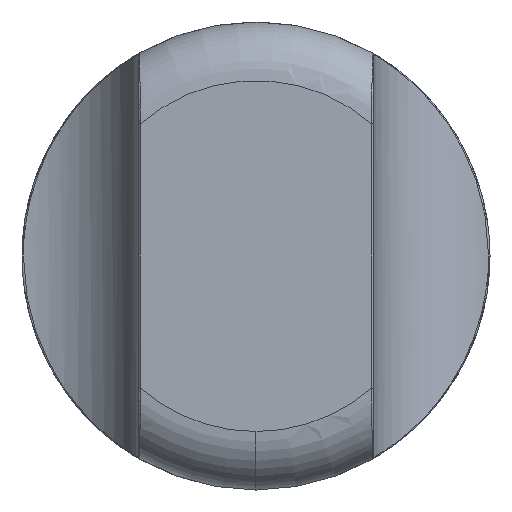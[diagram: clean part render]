
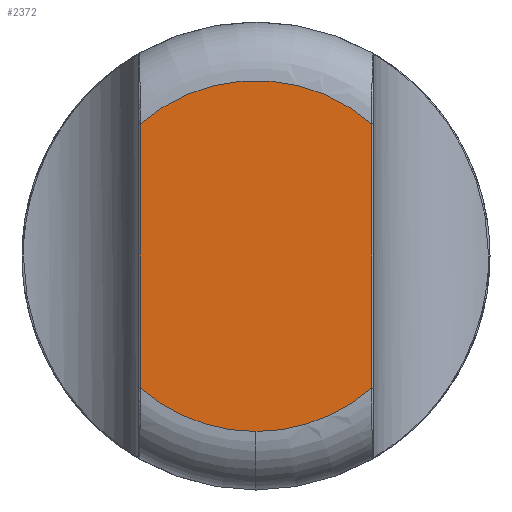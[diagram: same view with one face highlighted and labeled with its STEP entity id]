
A CAD part, left-side view. The second image highlights one B-rep face of the part: STEP entity #2372.
In plain terms, the highlighted planar face has unit normal (-1, 0, 0).
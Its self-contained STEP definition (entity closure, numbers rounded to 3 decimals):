
#12 = VERTEX_POINT ( 'NONE', #624 ) ;
#83 = DIRECTION ( 'NONE',  ( 0., 0., -1. ) ) ;
#167 = AXIS2_PLACEMENT_3D ( 'NONE', #3933, #621, #1602 ) ;
#257 = VERTEX_POINT ( 'NONE', #3088 ) ;
#321 = ORIENTED_EDGE ( 'NONE', *, *, #3325, .T. ) ;
#555 = EDGE_CURVE ( 'NONE', #1063, #3209, #2139, .T. ) ;
#621 = DIRECTION ( 'NONE',  ( -1., 0., 0. ) ) ;
#624 = CARTESIAN_POINT ( 'NONE',  ( -50., -3.95, -4.516 ) ) ;
#662 = DIRECTION ( 'NONE',  ( 0., 0., -1. ) ) ;
#719 = DIRECTION ( 'NONE',  ( -1., 0., 0. ) ) ;
#866 = ORIENTED_EDGE ( 'NONE', *, *, #555, .T. ) ;
#889 = EDGE_CURVE ( 'NONE', #1126, #12, #1845, .T. ) ;
#1063 = VERTEX_POINT ( 'NONE', #4056 ) ;
#1126 = VERTEX_POINT ( 'NONE', #1474 ) ;
#1324 = EDGE_CURVE ( 'NONE', #12, #1063, #1723, .T. ) ;
#1474 = CARTESIAN_POINT ( 'NONE',  ( -50., 0., -6. ) ) ;
#1486 = CARTESIAN_POINT ( 'NONE',  ( -50., 3.95, 0. ) ) ;
#1537 = DIRECTION ( 'NONE',  ( -1., 0., 0. ) ) ;
#1602 = DIRECTION ( 'NONE',  ( 0., 0., -1. ) ) ;
#1684 = CARTESIAN_POINT ( 'NONE',  ( -50., 3.95, 4.516 ) ) ;
#1714 = VECTOR ( 'NONE', #1792, 1000. ) ;
#1723 = LINE ( 'NONE', #3605, #2885 ) ;
#1781 = EDGE_CURVE ( 'NONE', #3209, #257, #2463, .T. ) ;
#1792 = DIRECTION ( 'NONE',  ( 0., 0., -1. ) ) ;
#1845 = CIRCLE ( 'NONE', #167, 6. ) ;
#2008 = CARTESIAN_POINT ( 'NONE',  ( -50., 0., 0. ) ) ;
#2134 = ORIENTED_EDGE ( 'NONE', *, *, #1781, .T. ) ;
#2139 = CIRCLE ( 'NONE', #2764, 6. ) ;
#2269 = DIRECTION ( 'NONE',  ( 0., 0., 1. ) ) ;
#2372 = ADVANCED_FACE ( 'NONE', ( #2973 ), #3017, .F. ) ;
#2378 = DIRECTION ( 'NONE',  ( 1., 0., 0. ) ) ;
#2389 = AXIS2_PLACEMENT_3D ( 'NONE', #3346, #2378, #662 ) ;
#2463 = LINE ( 'NONE', #1486, #1714 ) ;
#2679 = AXIS2_PLACEMENT_3D ( 'NONE', #3194, #1537, #4187 ) ;
#2764 = AXIS2_PLACEMENT_3D ( 'NONE', #2008, #719, #83 ) ;
#2885 = VECTOR ( 'NONE', #2269, 1000. ) ;
#2973 = FACE_OUTER_BOUND ( 'NONE', #4092, .T. ) ;
#2984 = ORIENTED_EDGE ( 'NONE', *, *, #889, .T. ) ;
#3017 = PLANE ( 'NONE',  #2389 ) ;
#3088 = CARTESIAN_POINT ( 'NONE',  ( -50., 3.95, -4.516 ) ) ;
#3194 = CARTESIAN_POINT ( 'NONE',  ( -50., 0., 0. ) ) ;
#3209 = VERTEX_POINT ( 'NONE', #1684 ) ;
#3325 = EDGE_CURVE ( 'NONE', #257, #1126, #3997, .T. ) ;
#3346 = CARTESIAN_POINT ( 'NONE',  ( -50., 0., 0. ) ) ;
#3605 = CARTESIAN_POINT ( 'NONE',  ( -50., -3.95, 0. ) ) ;
#3879 = ORIENTED_EDGE ( 'NONE', *, *, #1324, .T. ) ;
#3933 = CARTESIAN_POINT ( 'NONE',  ( -50., 0., 0. ) ) ;
#3997 = CIRCLE ( 'NONE', #2679, 6. ) ;
#4056 = CARTESIAN_POINT ( 'NONE',  ( -50., -3.95, 4.516 ) ) ;
#4092 = EDGE_LOOP ( 'NONE', ( #321, #2984, #3879, #866, #2134 ) ) ;
#4187 = DIRECTION ( 'NONE',  ( 0., 0., -1. ) ) ;
